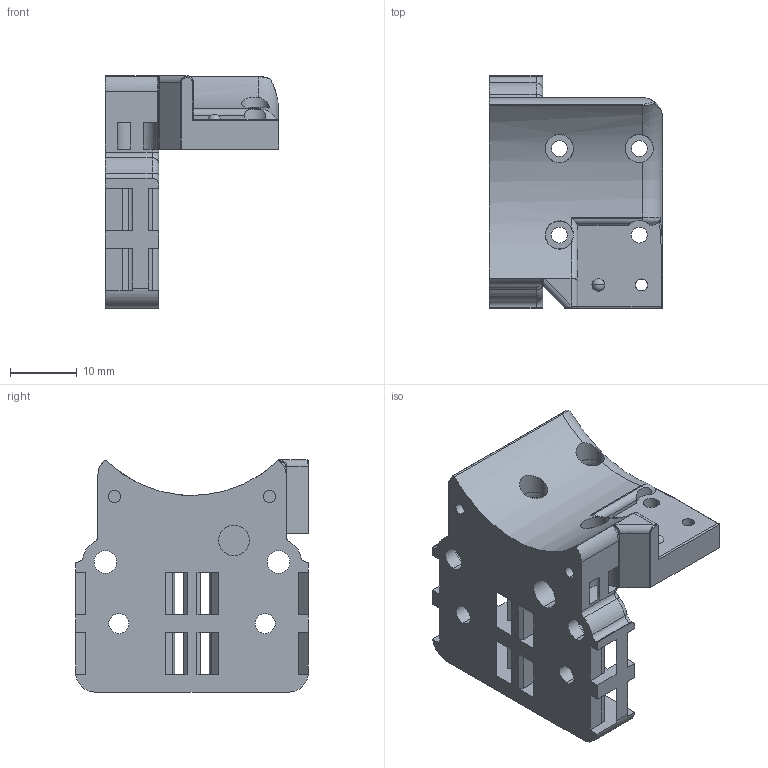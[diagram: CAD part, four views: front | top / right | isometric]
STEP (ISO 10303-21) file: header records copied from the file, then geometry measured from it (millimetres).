
FILE_DESCRIPTION (( 'STEP AP214' ), '1' );
FILE_NAME ('X_Carriage.STEP', '2021-06-13T20:06:44', ( '' ), ( '' ), 'SwSTEP 2.0', 'SolidWorks 2021', '' );
FILE_SCHEMA (( 'AUTOMOTIVE_DESIGN' ));
Length unit declared in the file: millimetre
Products named in the file (1): X_Carriage
Bounding box: 26 x 35 x 34.9 mm (x, y, z)
Volume: 8900.1 mm3; surface area: 6226.7 mm2
Topology: 1 solids, 1 shells, 234 faces, 686 edges, 441 vertices
Faces by surface type: cylinder 105, plane 93, bspline 16, torus 11, cone 6, sphere 3
Entity records: 8390 total; most frequent: CARTESIAN_POINT 2056, ORIENTED_EDGE 1364, DIRECTION 1301, EDGE_CURVE 682, AXIS2_PLACEMENT_3D 458, VERTEX_POINT 441, LINE 385, VECTOR 385
